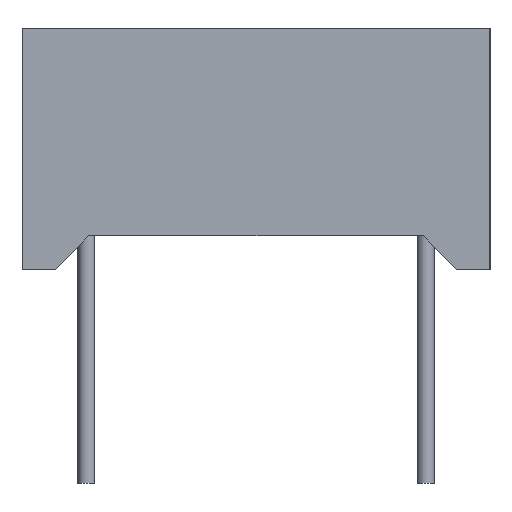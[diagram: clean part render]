
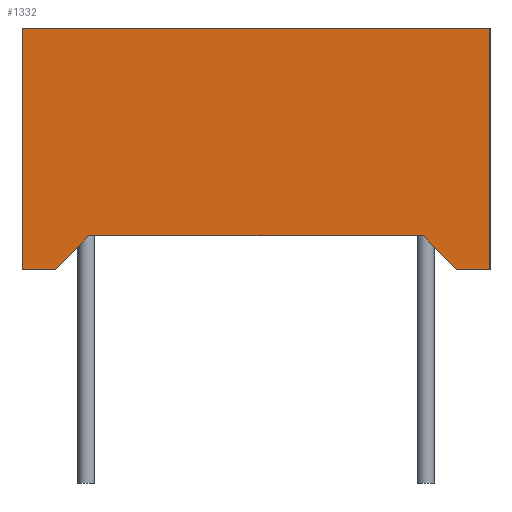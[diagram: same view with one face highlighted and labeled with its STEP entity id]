
A CAD part, left-side view. The second image highlights one B-rep face of the part: STEP entity #1332.
In plain terms, the highlighted planar face has unit normal (-1, 0, 0).
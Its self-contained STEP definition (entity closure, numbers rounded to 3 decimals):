
#906 = VERTEX_POINT('',#907);
#907 = CARTESIAN_POINT('',(-8.65,-1.92,0.1));
#913 = EDGE_CURVE('',#906,#914,#916,.T.);
#914 = VERTEX_POINT('',#915);
#915 = CARTESIAN_POINT('',(-8.65,-0.92,0.1));
#916 = LINE('',#917,#918);
#917 = CARTESIAN_POINT('',(-8.65,-1.92,0.1));
#918 = VECTOR('',#919,1.);
#919 = DIRECTION('',(0.,1.,0.));
#1050 = VERTEX_POINT('',#1051);
#1051 = CARTESIAN_POINT('',(-8.65,11.08,0.1));
#1057 = EDGE_CURVE('',#1050,#1058,#1060,.T.);
#1058 = VERTEX_POINT('',#1059);
#1059 = CARTESIAN_POINT('',(-8.65,12.08,0.1));
#1060 = LINE('',#1061,#1062);
#1061 = CARTESIAN_POINT('',(-8.65,-1.92,0.1));
#1062 = VECTOR('',#1063,1.);
#1063 = DIRECTION('',(0.,1.,0.));
#1083 = EDGE_CURVE('',#914,#1084,#1086,.T.);
#1084 = VERTEX_POINT('',#1085);
#1085 = CARTESIAN_POINT('',(-8.65,0.08,1.1));
#1086 = LINE('',#1087,#1088);
#1087 = CARTESIAN_POINT('',(-8.65,2.58,3.6));
#1088 = VECTOR('',#1089,1.);
#1089 = DIRECTION('',(0.,0.707,0.707)
  );
#1107 = EDGE_CURVE('',#1108,#1084,#1110,.T.);
#1108 = VERTEX_POINT('',#1109);
#1109 = CARTESIAN_POINT('',(-8.65,10.08,1.1));
#1110 = LINE('',#1111,#1112);
#1111 = CARTESIAN_POINT('',(-8.65,8.58,1.1));
#1112 = VECTOR('',#1113,1.);
#1113 = DIRECTION('',(0.,-1.,0.));
#1131 = EDGE_CURVE('',#1108,#1050,#1132,.T.);
#1132 = LINE('',#1133,#1134);
#1133 = CARTESIAN_POINT('',(-8.65,11.08,0.1));
#1134 = VECTOR('',#1135,1.);
#1135 = DIRECTION('',(0.,0.707,-0.707
    ));
#1283 = VERTEX_POINT('',#1284);
#1284 = CARTESIAN_POINT('',(-8.65,-1.92,7.3));
#1290 = EDGE_CURVE('',#906,#1283,#1291,.T.);
#1291 = LINE('',#1292,#1293);
#1292 = CARTESIAN_POINT('',(-8.65,-1.92,0.1));
#1293 = VECTOR('',#1294,1.);
#1294 = DIRECTION('',(0.,0.,1.));
#1311 = EDGE_CURVE('',#1058,#1312,#1314,.T.);
#1312 = VERTEX_POINT('',#1313);
#1313 = CARTESIAN_POINT('',(-8.65,12.08,7.3));
#1314 = LINE('',#1315,#1316);
#1315 = CARTESIAN_POINT('',(-8.65,12.08,0.1));
#1316 = VECTOR('',#1317,1.);
#1317 = DIRECTION('',(0.,0.,1.));
#1332 = ADVANCED_FACE('',(#1333),#1348,.T.);
#1333 = FACE_BOUND('',#1334,.T.);
#1334 = EDGE_LOOP('',(#1335,#1336,#1337,#1338,#1339,#1345,#1346,#1347));
#1335 = ORIENTED_EDGE('',*,*,#1107,.T.);
#1336 = ORIENTED_EDGE('',*,*,#1083,.F.);
#1337 = ORIENTED_EDGE('',*,*,#913,.F.);
#1338 = ORIENTED_EDGE('',*,*,#1290,.T.);
#1339 = ORIENTED_EDGE('',*,*,#1340,.F.);
#1340 = EDGE_CURVE('',#1312,#1283,#1341,.T.);
#1341 = LINE('',#1342,#1343);
#1342 = CARTESIAN_POINT('',(-8.65,-1.92,7.3));
#1343 = VECTOR('',#1344,1.);
#1344 = DIRECTION('',(0.,-1.,0.));
#1345 = ORIENTED_EDGE('',*,*,#1311,.F.);
#1346 = ORIENTED_EDGE('',*,*,#1057,.F.);
#1347 = ORIENTED_EDGE('',*,*,#1131,.F.);
#1348 = PLANE('',#1349);
#1349 = AXIS2_PLACEMENT_3D('',#1350,#1351,#1352);
#1350 = CARTESIAN_POINT('',(-8.65,12.08,0.1));
#1351 = DIRECTION('',(-1.,0.,0.));
#1352 = DIRECTION('',(0.,-1.,0.));
